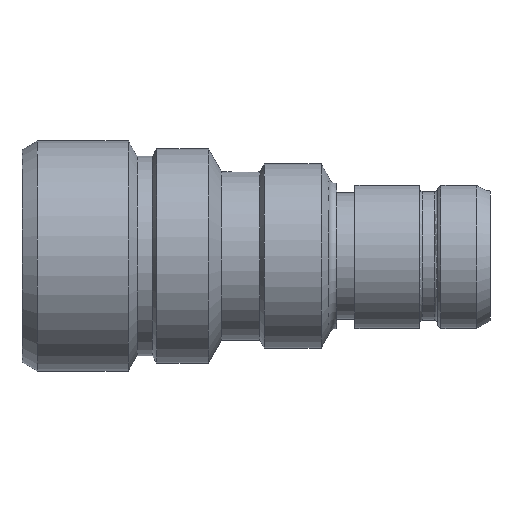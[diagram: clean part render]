
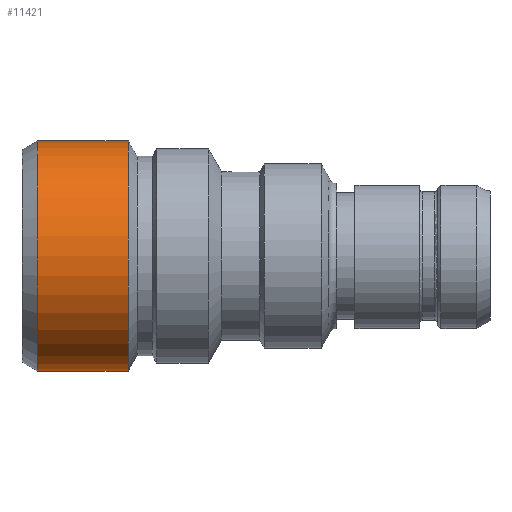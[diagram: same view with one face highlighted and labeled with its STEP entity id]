
A CAD part, top view. The second image highlights one B-rep face of the part: STEP entity #11421.
In plain terms, the highlighted cylindrical face has radius 7.5 mm (diameter 15 mm), a partial arc.
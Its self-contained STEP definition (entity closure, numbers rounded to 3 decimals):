
#598=CARTESIAN_POINT('',(1.,0.,0.));
#599=DIRECTION('',(1.,0.,0.));
#600=DIRECTION('',(0.,1.,0.));
#601=AXIS2_PLACEMENT_3D('',#598,#599,#600);
#603=CARTESIAN_POINT('',(6.923,0.,0.));
#604=DIRECTION('',(1.,0.,0.));
#605=DIRECTION('',(0.,1.,0.));
#606=AXIS2_PLACEMENT_3D('',#603,#604,#605);
#608=DIRECTION('',(-1.,0.,0.));
#609=VECTOR('',#608,5.923);
#610=CARTESIAN_POINT('',(6.923,7.5,0.));
#611=LINE('1319',#610,#609);
#612=DIRECTION('',(-1.,0.,0.));
#613=VECTOR('',#612,5.923);
#614=CARTESIAN_POINT('',(6.923,-7.5,0.));
#615=LINE('1334',#614,#613);
#8097=CARTESIAN_POINT('',(6.923,7.5,0.));
#8098=VERTEX_POINT('',#8097);
#8099=CARTESIAN_POINT('',(1.,7.5,0.));
#8100=VERTEX_POINT('',#8099);
#8135=CARTESIAN_POINT('',(6.923,-7.5,0.));
#8136=VERTEX_POINT('',#8135);
#8137=CARTESIAN_POINT('',(1.,-7.5,0.));
#8138=VERTEX_POINT('',#8137);
#11407=CARTESIAN_POINT('',(-1.525,0.,0.));
#11408=DIRECTION('',(1.,0.,0.));
#11409=DIRECTION('',(0.,-1.,0.));
#11410=AXIS2_PLACEMENT_3D('',#11407,#11408,#11409);
#11411=CYLINDRICAL_SURFACE('277',#11410,7.5);
#11413=ORIENTED_EDGE('1319',*,*,#11412,.F.);
#11415=ORIENTED_EDGE('1353',*,*,#11414,.T.);
#11417=ORIENTED_EDGE('1334',*,*,#11416,.T.);
#11418=ORIENTED_EDGE('1354',*,*,#11393,.F.);
#11419=EDGE_LOOP('277',(#11413,#11415,#11417,#11418));
#11420=FACE_OUTER_BOUND('277',#11419,.F.);
#602=CIRCLE('1354',#601,7.5);
#607=CIRCLE('1353',#606,7.5);
#11393=EDGE_CURVE('1354',#8100,#8138,#602,.T.);
#11412=EDGE_CURVE('1319',#8098,#8100,#611,.T.);
#11414=EDGE_CURVE('1353',#8098,#8136,#607,.T.);
#11416=EDGE_CURVE('1334',#8136,#8138,#615,.T.);
#11421=ADVANCED_FACE('277',(#11420),#11411,.T.);
